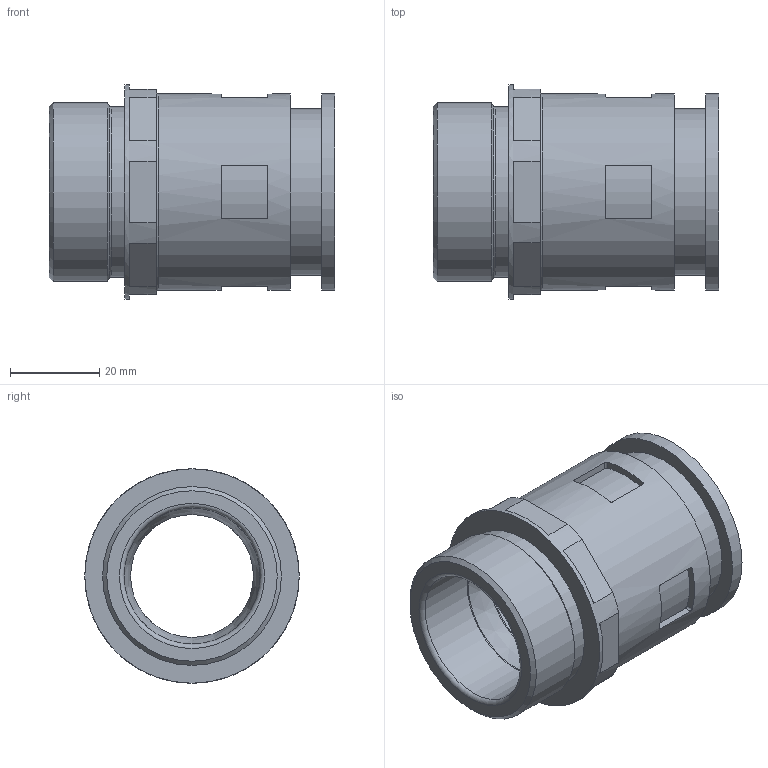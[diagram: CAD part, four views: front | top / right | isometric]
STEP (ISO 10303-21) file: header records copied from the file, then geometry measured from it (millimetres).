
FILE_DESCRIPTION( ( 'STEP AP203' ), '1' );
FILE_NAME( 'FLEXA RQGK-M 5107.034.240.stp', '2020-03-25T09:53:33', ( 'License CC BY-ND 4.0' ), ( 'CADENAS' ), ' ', 'PARTsolutions', ' ' );
FILE_SCHEMA( ( 'CONFIG_CONTROL_DESIGN' ) );
Length unit declared in the file: millimetre
Products named in the file (1): _FLEXA RQGK-M 5107.034.240
Bounding box: 64 x 48 x 48 mm (x, y, z)
Volume: 36092.6 mm3; surface area: 18500 mm2
Topology: 1 solids, 1 shells, 79 faces, 194 edges, 125 vertices
Faces by surface type: plane 39, cylinder 29, torus 8, cone 3
Full cylindrical faces by diameter (mm): 27.5 x1, 30.5 x1, 34.5 x1, 37.3 x1, 38.16 x1, 40 x1, 44 x2, 48 x1
Entity records: 2334 total; most frequent: CARTESIAN_POINT 532, DIRECTION 356, ORIENTED_EDGE 340, EDGE_CURVE 170, AXIS2_PLACEMENT_3D 138, VERTEX_POINT 122, EDGE_LOOP 110, FACE_OUTER_BOUND 96
